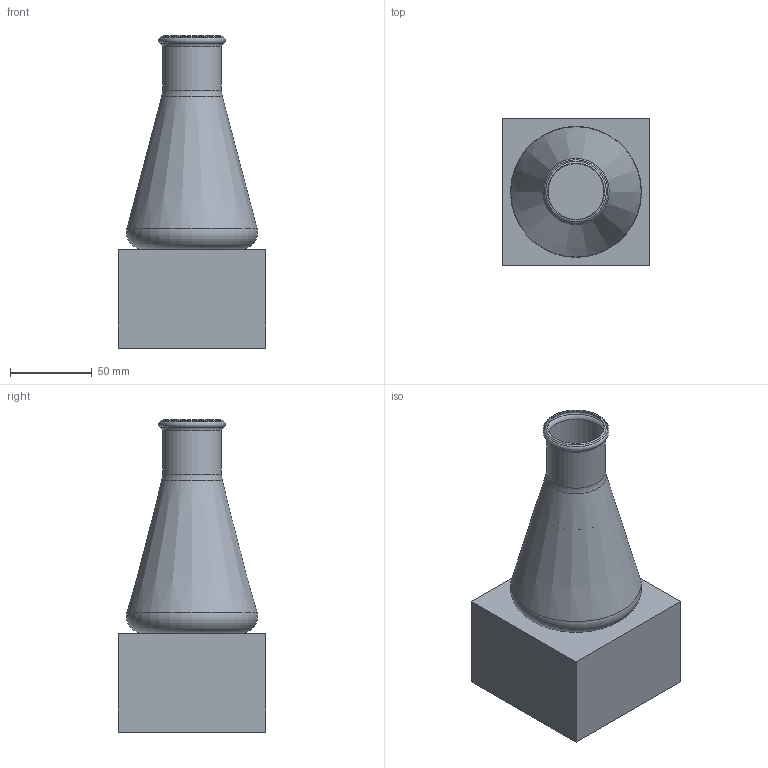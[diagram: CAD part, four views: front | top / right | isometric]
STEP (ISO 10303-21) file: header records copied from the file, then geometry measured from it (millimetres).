
FILE_DESCRIPTION(/* description */ (''),/* implementation_level */ '2;1');
FILE_NAME(/* name */ 'wood block base v4.step',/* time_stamp */ '2019-08-07T15:02:48+07:00',/* author */ (''),/* organization */ (''),/* preprocessor_version */ 'ST-DEVELOPER v18',/* originating_system */ 'Autodesk Translation Framework v8.2.0.1029',/* authorisation */ '');
FILE_SCHEMA (('AUTOMOTIVE_DESIGN { 1 0 10303 214 3 1 1 }'));
Length unit declared in the file: millimetre
Products named in the file (2): wood block base; Untitled
Assembly tree (1 placements, depth 2):
  wood block base
    Untitled
Bounding box: 90 x 90 x 190.5 mm (x, y, z)
Volume: 741944.9 mm3; surface area: 112713.4 mm2
Topology: 4 solids, 4 shells, 32 faces, 77 edges, 53 vertices
Faces by surface type: plane 12, torus 11, cone 5, cylinder 4
Full cylindrical faces by diameter (mm): 34 x1, 34.667 x1, 36 x1, 40 x1
Entity records: 1057 total; most frequent: DIRECTION 203, CARTESIAN_POINT 165, ORIENTED_EDGE 154, AXIS2_PLACEMENT_3D 91, EDGE_CURVE 77, CIRCLE 56, VERTEX_POINT 53, FACE_OUTER_BOUND 32
